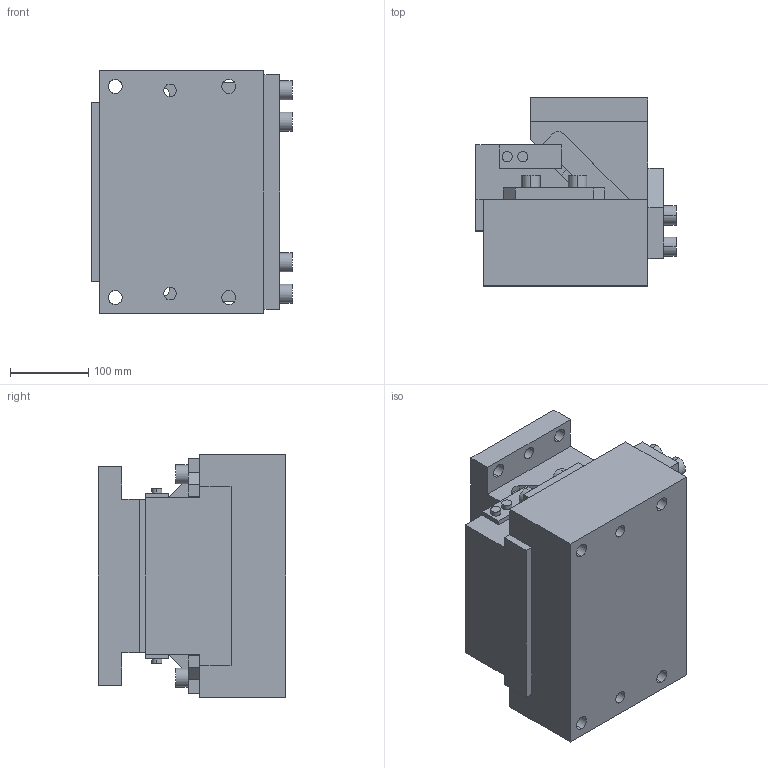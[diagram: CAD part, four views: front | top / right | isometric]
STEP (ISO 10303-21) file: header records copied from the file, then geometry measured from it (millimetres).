
FILE_DESCRIPTION(('CATIA V5 STEP Exchange'),'2;1');
FILE_NAME('CDCA_200_00_60.stp','2018-09-24T14:19:15+00:00',('none'),('none'),'CATIA Version 5 Release 20 GA (IN-10)','CATIA V5 STEP AP203','none');
FILE_SCHEMA(('CONFIG_CONTROL_DESIGN'));
Length unit declared in the file: millimetre
Products named in the file (1): CDCA_200_00_60
Bounding box: 256 x 240 x 310 mm (x, y, z)
Volume: 11325491 mm3; surface area: 787241.2 mm2
Topology: 3 solids, 5 shells, 234 faces, 678 edges, 472 vertices
Faces by surface type: plane 156, cylinder 74, cone 4
Entity records: 7852 total; most frequent: CARTESIAN_POINT 1741, ORIENTED_EDGE 1348, DIRECTION 1044, EDGE_CURVE 674, VERTEX_POINT 472, VECTOR 448, LINE 448, AXIS2_PLACEMENT_3D 397
